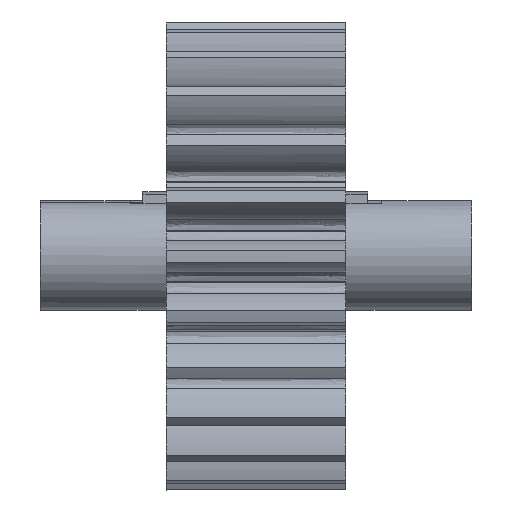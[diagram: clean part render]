
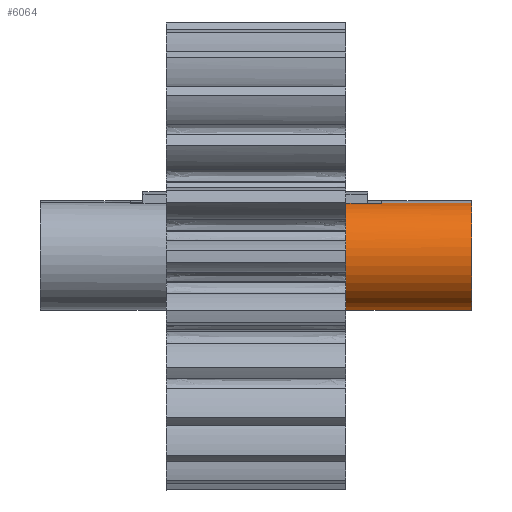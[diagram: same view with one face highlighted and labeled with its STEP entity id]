
A CAD part, left-side view. The second image highlights one B-rep face of the part: STEP entity #6064.
In plain terms, the highlighted cylindrical face has radius 6 mm (diameter 12 mm), a full revolution.
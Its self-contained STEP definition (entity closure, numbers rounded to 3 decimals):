
#898=FACE_OUTER_BOUND('',#1254,.T.);
#1254=EDGE_LOOP('',(#4269,#4270,#4271,#4272,#4273,#4274,#4275,#4276,#4277,
#4278));
#1608=LINE('',#16004,#1796);
#1626=LINE('',#16136,#1814);
#1627=LINE('',#16181,#1815);
#1628=LINE('',#16186,#1816);
#1796=VECTOR('',#7060,10.);
#1814=VECTOR('',#7102,10.);
#1815=VECTOR('',#7107,6.);
#1816=VECTOR('',#7112,10.);
#2076=CIRCLE('',#6543,6.);
#2078=CIRCLE('',#6551,6.);
#2079=CIRCLE('',#6552,6.);
#2080=CIRCLE('',#6553,6.);
#2081=CIRCLE('',#6554,6.);
#2507=VERTEX_POINT('',#16001);
#2508=VERTEX_POINT('',#16003);
#2518=VERTEX_POINT('',#16034);
#2528=VERTEX_POINT('',#16135);
#2529=VERTEX_POINT('',#16178);
#2530=VERTEX_POINT('',#16180);
#2531=VERTEX_POINT('',#16183);
#2532=VERTEX_POINT('',#16185);
#3190=EDGE_CURVE('',#2508,#2507,#1608,.T.);
#3204=EDGE_CURVE('',#2518,#2508,#2076,.T.);
#3219=EDGE_CURVE('',#2528,#2518,#1626,.T.);
#3221=EDGE_CURVE('',#2529,#2507,#2078,.T.);
#3222=EDGE_CURVE('',#2529,#2530,#1627,.T.);
#3223=EDGE_CURVE('',#2530,#2530,#2079,.T.);
#3224=EDGE_CURVE('',#2531,#2529,#2080,.T.);
#3225=EDGE_CURVE('',#2531,#2532,#1628,.T.);
#3226=EDGE_CURVE('',#2532,#2528,#2081,.T.);
#4269=ORIENTED_EDGE('',*,*,#3204,.T.);
#4270=ORIENTED_EDGE('',*,*,#3190,.T.);
#4271=ORIENTED_EDGE('',*,*,#3221,.F.);
#4272=ORIENTED_EDGE('',*,*,#3222,.T.);
#4273=ORIENTED_EDGE('',*,*,#3223,.T.);
#4274=ORIENTED_EDGE('',*,*,#3222,.F.);
#4275=ORIENTED_EDGE('',*,*,#3224,.F.);
#4276=ORIENTED_EDGE('',*,*,#3225,.T.);
#4277=ORIENTED_EDGE('',*,*,#3226,.T.);
#4278=ORIENTED_EDGE('',*,*,#3219,.T.);
#5939=CYLINDRICAL_SURFACE('',#6550,6.);
#6064=ADVANCED_FACE('',(#898),#5939,.T.);
#6543=AXIS2_PLACEMENT_3D('',#16035,#7082,#7083);
#6550=AXIS2_PLACEMENT_3D('',#16177,#7103,#7104);
#6551=AXIS2_PLACEMENT_3D('',#16179,#7105,#7106);
#6552=AXIS2_PLACEMENT_3D('',#16182,#7108,#7109);
#6553=AXIS2_PLACEMENT_3D('',#16184,#7110,#7111);
#6554=AXIS2_PLACEMENT_3D('',#16187,#7113,#7114);
#7060=DIRECTION('',(0.,1.,0.));
#7082=DIRECTION('center_axis',(0.,-1.,0.));
#7083=DIRECTION('ref_axis',(1.,0.,0.));
#7102=DIRECTION('',(0.,1.,0.));
#7103=DIRECTION('center_axis',(0.,1.,0.));
#7104=DIRECTION('ref_axis',(1.,0.,0.));
#7105=DIRECTION('center_axis',(0.,1.,0.));
#7106=DIRECTION('ref_axis',(1.,0.,0.));
#7107=DIRECTION('',(0.,-1.,0.));
#7108=DIRECTION('center_axis',(0.,1.,0.));
#7109=DIRECTION('ref_axis',(1.,0.,0.));
#7110=DIRECTION('center_axis',(0.,1.,0.));
#7111=DIRECTION('ref_axis',(1.,0.,0.));
#7112=DIRECTION('',(0.,-1.,0.));
#7113=DIRECTION('center_axis',(0.,-1.,0.));
#7114=DIRECTION('ref_axis',(1.,0.,0.));
#16001=CARTESIAN_POINT('',(-1.011,-46.001,31.914));
#16003=CARTESIAN_POINT('',(-1.011,-48.42,31.914));
#16004=CARTESIAN_POINT('',(-1.011,-60.001,31.914));
#16034=CARTESIAN_POINT('',(-1.,-48.42,31.915));
#16035=CARTESIAN_POINT('Origin',(0.,-48.42,25.999));
#16135=CARTESIAN_POINT('',(-1.,-50.001,31.915));
#16136=CARTESIAN_POINT('',(-1.,-60.001,31.915));
#16177=CARTESIAN_POINT('Origin',(0.,-60.001,25.999));
#16178=CARTESIAN_POINT('',(-6.,-46.001,25.999));
#16179=CARTESIAN_POINT('Origin',(0.,-46.001,25.999));
#16180=CARTESIAN_POINT('',(-6.,-60.001,25.999));
#16181=CARTESIAN_POINT('',(-6.,-60.001,25.999));
#16182=CARTESIAN_POINT('Origin',(0.,-60.001,25.999));
#16183=CARTESIAN_POINT('',(1.,-46.001,31.915));
#16184=CARTESIAN_POINT('Origin',(0.,-46.001,25.999));
#16185=CARTESIAN_POINT('',(1.,-50.001,31.915));
#16186=CARTESIAN_POINT('',(1.,-60.001,31.915));
#16187=CARTESIAN_POINT('Origin',(0.,-50.001,25.999));
